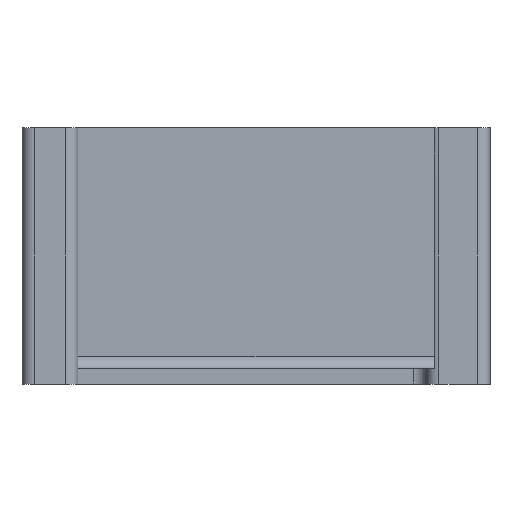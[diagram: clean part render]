
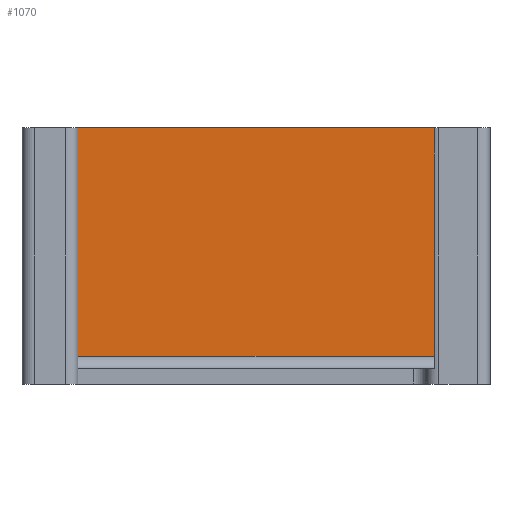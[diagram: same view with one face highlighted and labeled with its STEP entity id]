
A CAD part, left-side view. The second image highlights one B-rep face of the part: STEP entity #1070.
In plain terms, the highlighted planar face has unit normal (-1, 0, 0).
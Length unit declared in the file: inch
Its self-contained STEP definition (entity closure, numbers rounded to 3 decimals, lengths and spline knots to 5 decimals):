
#62 = ORIENTED_EDGE ( 'NONE', *, *, #367, .T. ) ;
#333 = EDGE_CURVE ( 'NONE', #2000, #3593, #3839, .T. ) ;
#343 = AXIS2_PLACEMENT_3D ( 'NONE', #1510, #654, #2220 ) ;
#367 = EDGE_CURVE ( 'NONE', #3593, #1832, #2082, .T. ) ;
#654 = DIRECTION ( 'NONE',  ( 1., 0., 0. ) ) ;
#704 = CARTESIAN_POINT ( 'NONE',  ( -2.16811, -1.48066, 0.9 ) ) ;
#723 = LINE ( 'NONE', #704, #1403 ) ;
#858 = ORIENTED_EDGE ( 'NONE', *, *, #333, .T. ) ;
#937 = CARTESIAN_POINT ( 'NONE',  ( -2.16811, -1.43066, -0.93346 ) ) ;
#997 = DIRECTION ( 'NONE',  ( 0., 0., -1. ) ) ;
#1070 = ADVANCED_FACE ( 'NONE', ( #2553 ), #2882, .F. ) ;
#1098 = EDGE_CURVE ( 'NONE', #2000, #2910, #723, .T. ) ;
#1403 = VECTOR ( 'NONE', #2619, 39.37008 ) ;
#1455 = EDGE_LOOP ( 'NONE', ( #858, #62, #2169, #4088 ) ) ;
#1510 = CARTESIAN_POINT ( 'NONE',  ( -2.16811, -1.48066, 0.9 ) ) ;
#1511 = DIRECTION ( 'NONE',  ( 0., 0., -1. ) ) ;
#1832 = VERTEX_POINT ( 'NONE', #937 ) ;
#2000 = VERTEX_POINT ( 'NONE', #3285 ) ;
#2060 = DIRECTION ( 'NONE',  ( 0., -1., 0. ) ) ;
#2082 = LINE ( 'NONE', #2743, #4041 ) ;
#2095 = EDGE_CURVE ( 'NONE', #2910, #1832, #3357, .T. ) ;
#2169 = ORIENTED_EDGE ( 'NONE', *, *, #2095, .F. ) ;
#2220 = DIRECTION ( 'NONE',  ( 0., 0., -1. ) ) ;
#2553 = FACE_OUTER_BOUND ( 'NONE', #1455, .T. ) ;
#2571 = CARTESIAN_POINT ( 'NONE',  ( -2.16811, 1.43066, -0.93346 ) ) ;
#2619 = DIRECTION ( 'NONE',  ( 0., -1., 0. ) ) ;
#2743 = CARTESIAN_POINT ( 'NONE',  ( -2.16811, -1.48066, -0.93346 ) ) ;
#2882 = PLANE ( 'NONE',  #343 ) ;
#2910 = VERTEX_POINT ( 'NONE', #4098 ) ;
#2917 = VECTOR ( 'NONE', #997, 39.37008 ) ;
#3224 = CARTESIAN_POINT ( 'NONE',  ( -2.16811, 1.43066, 0.9 ) ) ;
#3285 = CARTESIAN_POINT ( 'NONE',  ( -2.16811, 1.43066, 0.9 ) ) ;
#3357 = LINE ( 'NONE', #3718, #3595 ) ;
#3593 = VERTEX_POINT ( 'NONE', #2571 ) ;
#3595 = VECTOR ( 'NONE', #1511, 39.37008 ) ;
#3718 = CARTESIAN_POINT ( 'NONE',  ( -2.16811, -1.43066, 0.9 ) ) ;
#3839 = LINE ( 'NONE', #3224, #2917 ) ;
#4041 = VECTOR ( 'NONE', #2060, 39.37008 ) ;
#4088 = ORIENTED_EDGE ( 'NONE', *, *, #1098, .F. ) ;
#4098 = CARTESIAN_POINT ( 'NONE',  ( -2.16811, -1.43066, 0.9 ) ) ;
